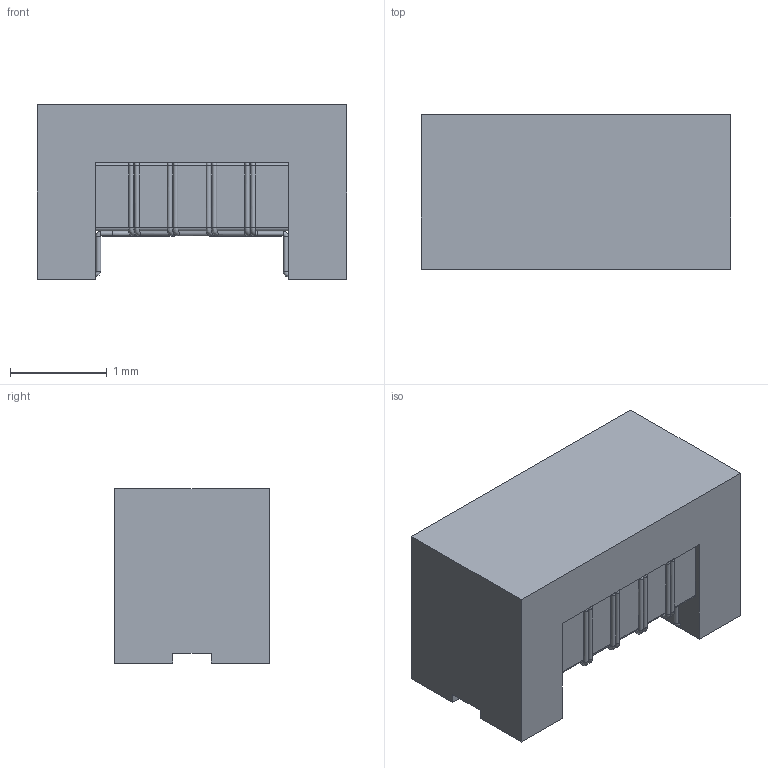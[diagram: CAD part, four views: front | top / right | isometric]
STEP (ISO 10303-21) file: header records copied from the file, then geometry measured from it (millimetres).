
FILE_DESCRIPTION(/* description */ ('Unknown'),/* implementation_level */ '2;1');
FILE_NAME(/* name */ 'L_Wurth_WE-CNSW-1206',/* time_stamp */ '2024-10-10T09:57:00+08:00',/* author */ ('Unknown'),/* organization */ ('Unknown'),/* preprocessor_version */ 'ST-DEVELOPER v16.7',/* originating_system */ 'Solid Edge',/* authorisation */ 'Unknown');
FILE_SCHEMA (('AUTOMOTIVE_DESIGN {1 0 10303 214 3 1 1}'));
Length unit declared in the file: millimetre
Products named in the file (2): L_Wurth_WE-CNSW-1206
Assembly tree (1 placements, depth 2):
  L_Wurth_WE-CNSW-1206
    L_Wurth_WE-CNSW-1206
Bounding box: 3.2 x 1.6 x 1.8 mm (x, y, z)
Volume: 7.5 mm3; surface area: 31.7 mm2
Topology: 1 solids, 1 shells, 108 faces, 278 edges, 172 vertices
Faces by surface type: cylinder 42, torus 32, plane 22, bspline 12
Full cylindrical faces by diameter (mm): 0.05 x38
Entity records: 3820 total; most frequent: CARTESIAN_POINT 978, DIRECTION 380, ORIENTED_EDGE 328, EDGE_LOOP 210, FACE_BOUND 210, EDGE_CURVE 164, AXIS2_PLACEMENT_3D 158, VERTEX_POINT 140
